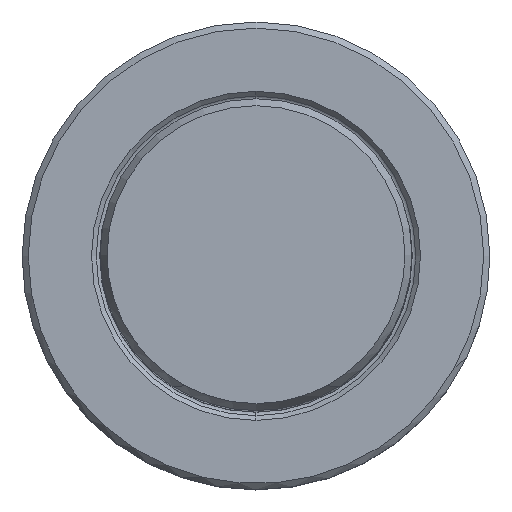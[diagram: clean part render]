
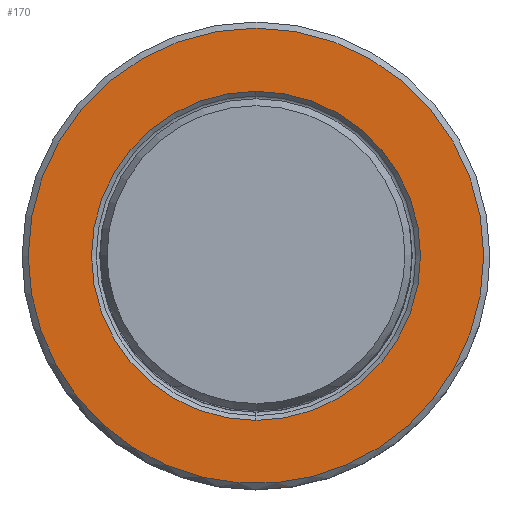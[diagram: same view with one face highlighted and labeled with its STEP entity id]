
A CAD part, top view. The second image highlights one B-rep face of the part: STEP entity #170.
In plain terms, the highlighted planar face has unit normal (0, 0, 1).
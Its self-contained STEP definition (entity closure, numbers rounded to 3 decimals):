
#30=FACE_BOUND('',#309,.T.);
#31=FACE_BOUND('',#310,.T.);
#42=PLANE('',#1294);
#170=ADVANCED_FACE('',(#30,#31),#42,.F.);
#309=EDGE_LOOP('',(#547,#548,#549,#550));
#310=EDGE_LOOP('',(#551,#552));
#547=ORIENTED_EDGE('',*,*,#806,.F.);
#548=ORIENTED_EDGE('',*,*,#807,.F.);
#549=ORIENTED_EDGE('',*,*,#808,.F.);
#550=ORIENTED_EDGE('',*,*,#809,.F.);
#551=ORIENTED_EDGE('',*,*,#805,.F.);
#552=ORIENTED_EDGE('',*,*,#810,.F.);
#672=VERTEX_POINT('',#2589);
#673=VERTEX_POINT('',#2591);
#674=VERTEX_POINT('',#2595);
#675=VERTEX_POINT('',#2596);
#676=VERTEX_POINT('',#2598);
#677=VERTEX_POINT('',#2600);
#805=EDGE_CURVE('',#673,#672,#961,.T.);
#806=EDGE_CURVE('',#674,#675,#962,.T.);
#807=EDGE_CURVE('',#676,#674,#963,.T.);
#808=EDGE_CURVE('',#677,#676,#964,.T.);
#809=EDGE_CURVE('',#675,#677,#965,.T.);
#810=EDGE_CURVE('',#672,#673,#966,.T.);
#961=CIRCLE('',#1287,13.4);
#962=CIRCLE('',#1289,18.55);
#963=CIRCLE('',#1290,18.55);
#964=CIRCLE('',#1291,18.55);
#965=CIRCLE('',#1292,18.55);
#966=CIRCLE('',#1293,13.4);
#1287=AXIS2_PLACEMENT_3D('',#2592,#1594,#1595);
#1289=AXIS2_PLACEMENT_3D('',#2594,#1598,#1599);
#1290=AXIS2_PLACEMENT_3D('',#2597,#1600,#1601);
#1291=AXIS2_PLACEMENT_3D('',#2599,#1602,#1603);
#1292=AXIS2_PLACEMENT_3D('',#2601,#1604,#1605);
#1293=AXIS2_PLACEMENT_3D('',#2602,#1606,#1607);
#1294=AXIS2_PLACEMENT_3D('',#2603,#1608,#1609);
#1594=DIRECTION('',(0.,0.,1.));
#1595=DIRECTION('',(0.,1.,0.));
#1598=DIRECTION('',(0.,0.,-1.));
#1599=DIRECTION('',(1.,0.,0.));
#1600=DIRECTION('',(0.,0.,-1.));
#1601=DIRECTION('',(-1.,0.,0.));
#1602=DIRECTION('',(0.,0.,-1.));
#1603=DIRECTION('',(-0.231,-0.973,0.));
#1604=DIRECTION('',(0.,0.,-1.));
#1605=DIRECTION('',(0.869,-0.495,0.));
#1606=DIRECTION('',(0.,0.,1.));
#1607=DIRECTION('',(0.,-1.,0.));
#1608=DIRECTION('',(0.,0.,-1.));
#1609=DIRECTION('',(0.,-1.,0.));
#2589=CARTESIAN_POINT('',(0.,-13.4,0.));
#2591=CARTESIAN_POINT('',(0.,13.4,0.));
#2592=CARTESIAN_POINT('',(0.,0.,0.));
#2594=CARTESIAN_POINT('',(0.,0.,0.));
#2595=CARTESIAN_POINT('',(18.55,0.,0.));
#2596=CARTESIAN_POINT('',(16.117,-9.185,0.));
#2597=CARTESIAN_POINT('',(0.,0.,0.));
#2598=CARTESIAN_POINT('',(-18.55,0.,0.));
#2599=CARTESIAN_POINT('',(0.,0.,0.));
#2600=CARTESIAN_POINT('',(-4.278,-18.05,0.));
#2601=CARTESIAN_POINT('',(0.,0.,0.));
#2602=CARTESIAN_POINT('',(0.,0.,0.));
#2603=CARTESIAN_POINT('',(0.,0.,0.));
